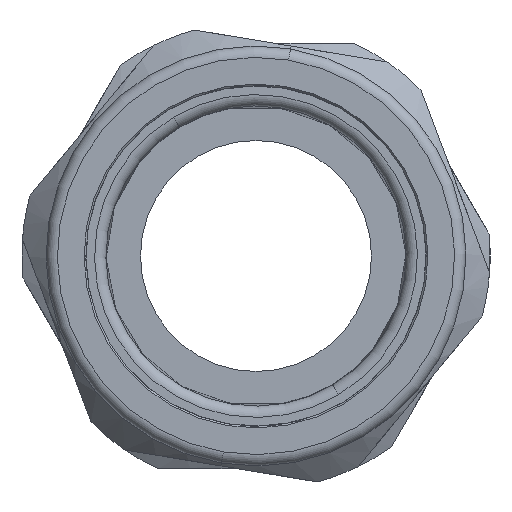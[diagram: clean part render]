
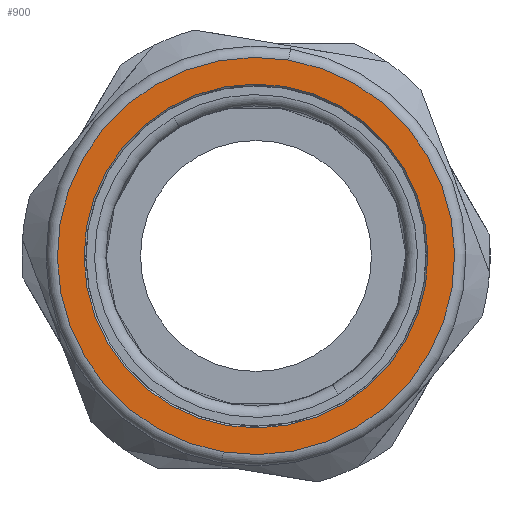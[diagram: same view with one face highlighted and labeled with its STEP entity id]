
A CAD part, left-side view. The second image highlights one B-rep face of the part: STEP entity #900.
In plain terms, the highlighted planar face has unit normal (-1, 0, 0).
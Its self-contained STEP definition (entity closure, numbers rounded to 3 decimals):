
#51 = CARTESIAN_POINT ( 'NONE',  ( -42.156, 0., 0. ) ) ;
#276 = DIRECTION ( 'NONE',  ( -1., 0., 0. ) ) ;
#311 = CIRCLE ( 'NONE', #2931, 17.5 ) ;
#343 = EDGE_CURVE ( 'NONE', #3362, #3239, #311, .T. ) ;
#350 = CARTESIAN_POINT ( 'NONE',  ( -42.156, 2.492, -14.944 ) ) ;
#570 = CARTESIAN_POINT ( 'NONE',  ( -42.156, 0., 0. ) ) ;
#733 = DIRECTION ( 'NONE',  ( 1., 0., 0. ) ) ;
#742 = EDGE_LOOP ( 'NONE', ( #1730, #2064 ) ) ;
#856 = AXIS2_PLACEMENT_3D ( 'NONE', #1326, #2388, #1589 ) ;
#900 = ADVANCED_FACE ( 'NONE', ( #1681, #2391 ), #1222, .F. ) ;
#908 = AXIS2_PLACEMENT_3D ( 'NONE', #2272, #1963, #3078 ) ;
#997 = AXIS2_PLACEMENT_3D ( 'NONE', #2318, #733, #1295 ) ;
#1075 = AXIS2_PLACEMENT_3D ( 'NONE', #51, #2673, #2401 ) ;
#1092 = ORIENTED_EDGE ( 'NONE', *, *, #1527, .T. ) ;
#1209 = CIRCLE ( 'NONE', #856, 17.5 ) ;
#1222 = PLANE ( 'NONE',  #908 ) ;
#1295 = DIRECTION ( 'NONE',  ( 0., 0.164, -0.986 ) ) ;
#1326 = CARTESIAN_POINT ( 'NONE',  ( -42.156, 0., 0. ) ) ;
#1408 = VERTEX_POINT ( 'NONE', #350 ) ;
#1527 = EDGE_CURVE ( 'NONE', #1847, #1408, #2803, .T. ) ;
#1589 = DIRECTION ( 'NONE',  ( 0., 0.164, -0.986 ) ) ;
#1660 = ORIENTED_EDGE ( 'NONE', *, *, #2319, .T. ) ;
#1681 = FACE_BOUND ( 'NONE', #2378, .T. ) ;
#1730 = ORIENTED_EDGE ( 'NONE', *, *, #3443, .T. ) ;
#1847 = VERTEX_POINT ( 'NONE', #2189 ) ;
#1878 = CARTESIAN_POINT ( 'NONE',  ( -42.156, 2.878, -17.262 ) ) ;
#1963 = DIRECTION ( 'NONE',  ( 1., 0., 0. ) ) ;
#2064 = ORIENTED_EDGE ( 'NONE', *, *, #343, .T. ) ;
#2189 = CARTESIAN_POINT ( 'NONE',  ( -42.156, -2.492, 14.944 ) ) ;
#2272 = CARTESIAN_POINT ( 'NONE',  ( -42.156, 0., 0. ) ) ;
#2318 = CARTESIAN_POINT ( 'NONE',  ( -42.156, 0., 0. ) ) ;
#2319 = EDGE_CURVE ( 'NONE', #1408, #1847, #2929, .T. ) ;
#2378 = EDGE_LOOP ( 'NONE', ( #1092, #1660 ) ) ;
#2388 = DIRECTION ( 'NONE',  ( -1., 0., 0. ) ) ;
#2391 = FACE_OUTER_BOUND ( 'NONE', #742, .T. ) ;
#2401 = DIRECTION ( 'NONE',  ( 0., 0.164, -0.986 ) ) ;
#2673 = DIRECTION ( 'NONE',  ( 1., 0., 0. ) ) ;
#2803 = CIRCLE ( 'NONE', #997, 15.15 ) ;
#2929 = CIRCLE ( 'NONE', #1075, 15.15 ) ;
#2931 = AXIS2_PLACEMENT_3D ( 'NONE', #570, #276, #3218 ) ;
#3078 = DIRECTION ( 'NONE',  ( 0., 0.164, -0.986 ) ) ;
#3123 = CARTESIAN_POINT ( 'NONE',  ( -42.156, -2.878, 17.262 ) ) ;
#3218 = DIRECTION ( 'NONE',  ( 0., 0.164, -0.986 ) ) ;
#3239 = VERTEX_POINT ( 'NONE', #1878 ) ;
#3362 = VERTEX_POINT ( 'NONE', #3123 ) ;
#3443 = EDGE_CURVE ( 'NONE', #3239, #3362, #1209, .T. ) ;
